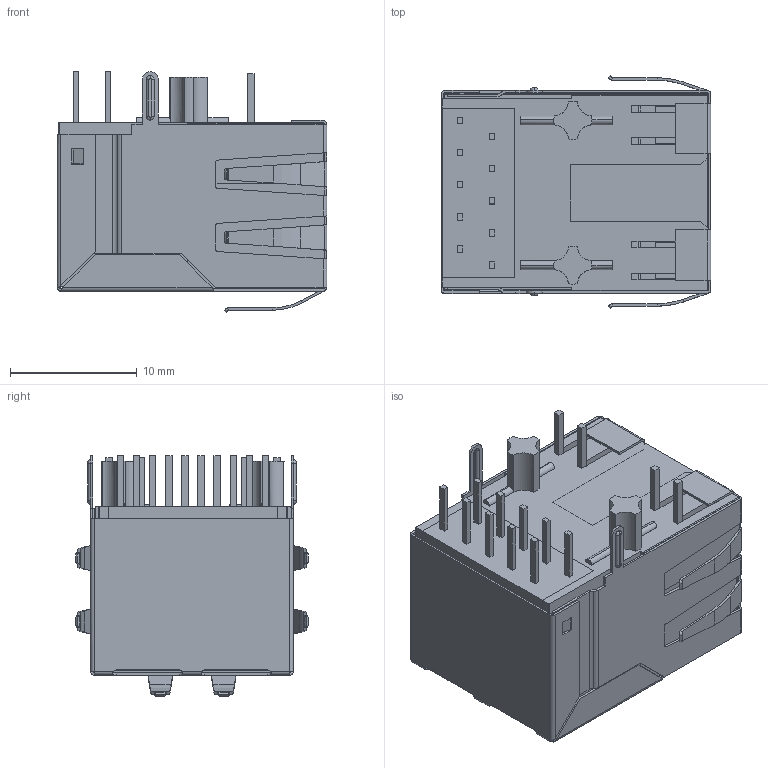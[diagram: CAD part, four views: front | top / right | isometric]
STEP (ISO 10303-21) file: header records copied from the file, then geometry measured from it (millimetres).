
FILE_DESCRIPTION (( 'STEP AP214' ), '1' );
FILE_NAME ('7499110122.STEP', '2016-11-03T14:56:37', ( '' ), ( '' ), 'SwSTEP 2.0', 'SolidWorks 2016', '' );
FILE_SCHEMA (( 'AUTOMOTIVE_DESIGN' ));
Length unit declared in the file: millimetre
Products named in the file (6): Insulator 3; Insulator 1; Insulator 2; 7499110122; Green_Yellow_LED; Shielding
Assembly tree (6 placements, depth 2):
  7499110122
    Insulator 1
    Insulator 3
    Insulator 2
    Shielding
    Green_Yellow_LED  x2
Bounding box: 21.3 x 18.38 x 19.02 mm (x, y, z)
Volume: 2116.2 mm3; surface area: 6564.6 mm2
Topology: 6 solids, 6 shells, 835 faces, 2178 edges, 1344 vertices
Faces by surface type: plane 551, cylinder 202, bspline 74, torus 8
Entity records: 26482 total; most frequent: CARTESIAN_POINT 6792, ORIENTED_EDGE 4168, DIRECTION 3620, EDGE_CURVE 2084, VECTOR 1636, LINE 1636, VERTEX_POINT 1292, AXIS2_PLACEMENT_3D 992
